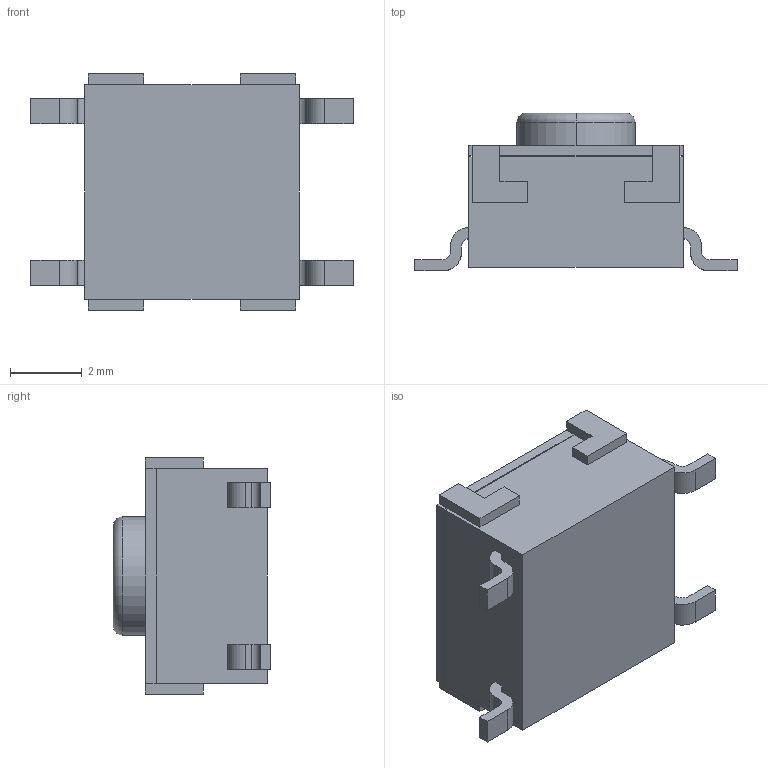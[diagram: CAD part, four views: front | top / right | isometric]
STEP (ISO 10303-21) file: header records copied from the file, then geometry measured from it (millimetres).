
FILE_DESCRIPTION (( 'STEP AP214' ), '1' );
FILE_NAME ('B3S-1000.STEP', '2022-12-17T08:36:11', ( '' ), ( '' ), 'SwSTEP 2.0', 'SolidWorks 2022', '' );
FILE_SCHEMA (( 'AUTOMOTIVE_DESIGN' ));
Length unit declared in the file: millimetre
Products named in the file (1): B3S-1000
Bounding box: 9 x 4.4 x 6.6 mm (x, y, z)
Volume: 133.7 mm3; surface area: 195.5 mm2
Topology: 1 solids, 1 shells, 97 faces, 270 edges, 174 vertices
Faces by surface type: plane 77, cylinder 18, torus 2
Entity records: 3220 total; most frequent: CARTESIAN_POINT 542, ORIENTED_EDGE 540, DIRECTION 506, EDGE_CURVE 270, VECTOR 230, LINE 230, VERTEX_POINT 174, AXIS2_PLACEMENT_3D 138
